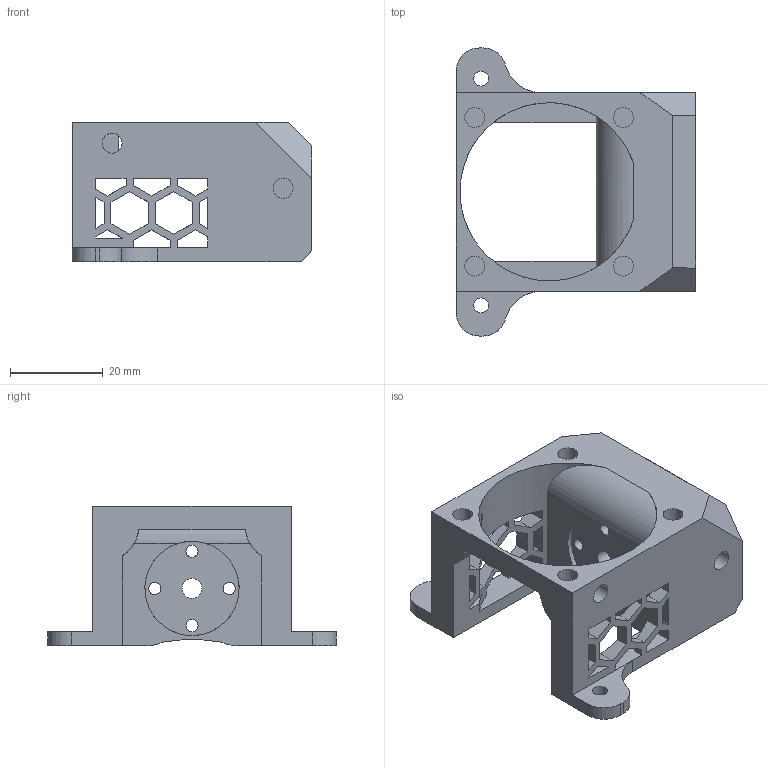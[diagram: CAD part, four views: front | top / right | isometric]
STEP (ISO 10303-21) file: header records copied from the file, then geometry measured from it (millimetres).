
FILE_DESCRIPTION(/* description */ ('STEP AP242','CAx-IF Rec.Pracs.---Representation and Presentation of Product Manufacturing Information (PMI)---4.0---2014-10-13','CAx-IF Rec.Pracs.---3D Tessellated Geometry---0.4---2014-09-14','2;1'),/* implementation_level */ '2;1');
FILE_NAME(/* name */ '67e86e217f19236a78f36d62',/* time_stamp */ '2025-03-29T22:03:13Z',/* author */ (''),/* organization */ (''),/* preprocessor_version */ 'ST-DEVELOPER v20',/* originating_system */ 'ONSHAPE BY PTC INC, 1.195',/* authorisation */ ' ');
FILE_SCHEMA (('AP242_MANAGED_MODEL_BASED_3D_ENGINEERING_MIM_LF { 1 0 10303 442 1 1 4 }'));
Length unit declared in the file: metre
Products named in the file (1): Rapido HF Hotend Adapter
Bounding box: 51.6 x 62 x 29.94 mm (x, y, z)
Volume: 30482.9 mm3; surface area: 13175.8 mm2
Topology: 1 solids, 1 shells, 176 faces, 520 edges, 346 vertices
Faces by surface type: plane 134, cylinder 38, cone 4
Full cylindrical faces by diameter (mm): 2.6 x4, 3.2 x2, 4.3 x11, 4.5 x3, 20.3 x1
Entity records: 5849 total; most frequent: CARTESIAN_POINT 1043, ORIENTED_EDGE 972, DIRECTION 969, EDGE_CURVE 486, LINE 343, VECTOR 343, VERTEX_POINT 337, AXIS2_PLACEMENT_3D 313
